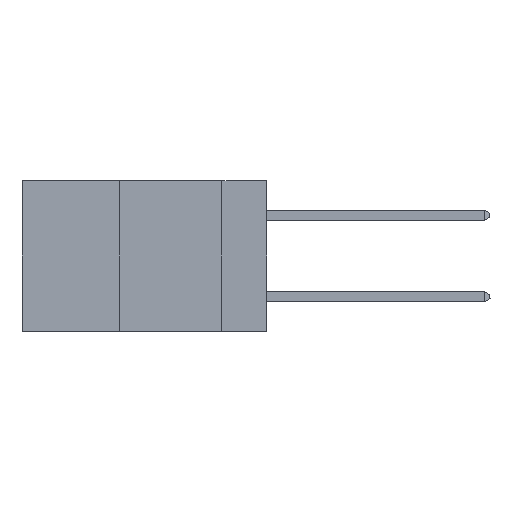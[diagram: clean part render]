
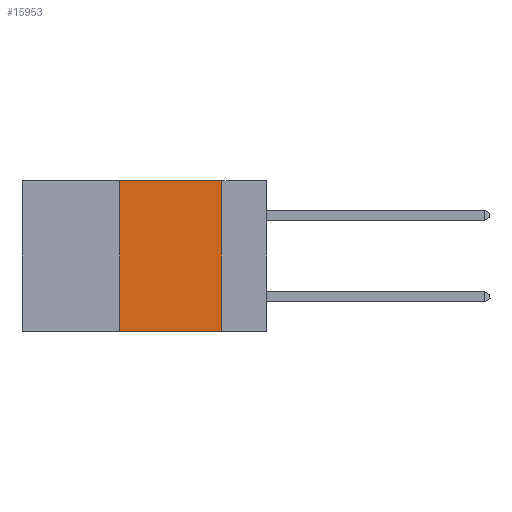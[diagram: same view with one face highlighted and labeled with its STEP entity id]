
A CAD part, left-side view. The second image highlights one B-rep face of the part: STEP entity #15953.
In plain terms, the highlighted planar face has unit normal (-1, 0, 0).
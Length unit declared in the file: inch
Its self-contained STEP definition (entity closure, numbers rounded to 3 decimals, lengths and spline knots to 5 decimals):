
#13 = DIRECTION ( 'NONE',  ( 1., 0., 0. ) ) ;
#334 = CARTESIAN_POINT ( 'NONE',  ( 0., 0.36, -0.37 ) ) ;
#1696 = PLANE ( 'NONE',  #18268 ) ;
#2085 = LINE ( 'NONE', #5754, #19612 ) ;
#2995 = FACE_OUTER_BOUND ( 'NONE', #4274, .T. ) ;
#4119 = VERTEX_POINT ( 'NONE', #11104 ) ;
#4274 = EDGE_LOOP ( 'NONE', ( #15165, #14788, #14479, #19797 ) ) ;
#4573 = VECTOR ( 'NONE', #22301, 39.37008 ) ;
#4696 = EDGE_CURVE ( 'NONE', #19465, #5112, #8387, .T. ) ;
#5112 = VERTEX_POINT ( 'NONE', #15371 ) ;
#5671 = VECTOR ( 'NONE', #18873, 39.37008 ) ;
#5754 = CARTESIAN_POINT ( 'NONE',  ( 0., 0.11, 0. ) ) ;
#7554 = EDGE_CURVE ( 'NONE', #20222, #19465, #19392, .T. ) ;
#8387 = LINE ( 'NONE', #17072, #5671 ) ;
#8465 = CARTESIAN_POINT ( 'NONE',  ( 0., 0.36, 0. ) ) ;
#9656 = CARTESIAN_POINT ( 'NONE',  ( 0., 0.6, 0. ) ) ;
#11104 = CARTESIAN_POINT ( 'NONE',  ( 0., 0.11, -0.37 ) ) ;
#11436 = DIRECTION ( 'NONE',  ( 0., 0., -1. ) ) ;
#14479 = ORIENTED_EDGE ( 'NONE', *, *, #7554, .F. ) ;
#14788 = ORIENTED_EDGE ( 'NONE', *, *, #4696, .F. ) ;
#15165 = ORIENTED_EDGE ( 'NONE', *, *, #23437, .F. ) ;
#15371 = CARTESIAN_POINT ( 'NONE',  ( 0., 0.11, 0. ) ) ;
#15953 = ADVANCED_FACE ( 'NONE', ( #2995 ), #1696, .F. ) ;
#17072 = CARTESIAN_POINT ( 'NONE',  ( 0., 0.6, 0. ) ) ;
#17277 = LINE ( 'NONE', #20773, #19352 ) ;
#18268 = AXIS2_PLACEMENT_3D ( 'NONE', #9656, #13, #22990 ) ;
#18411 = CARTESIAN_POINT ( 'NONE',  ( 0., 0.36, 0. ) ) ;
#18577 = DIRECTION ( 'NONE',  ( 0., -1., 0. ) ) ;
#18873 = DIRECTION ( 'NONE',  ( 0., -1., 0. ) ) ;
#19352 = VECTOR ( 'NONE', #18577, 39.37008 ) ;
#19392 = LINE ( 'NONE', #18411, #4573 ) ;
#19465 = VERTEX_POINT ( 'NONE', #8465 ) ;
#19612 = VECTOR ( 'NONE', #11436, 39.37008 ) ;
#19797 = ORIENTED_EDGE ( 'NONE', *, *, #21860, .T. ) ;
#20222 = VERTEX_POINT ( 'NONE', #334 ) ;
#20773 = CARTESIAN_POINT ( 'NONE',  ( 0., 0.6, -0.37 ) ) ;
#21860 = EDGE_CURVE ( 'NONE', #20222, #4119, #17277, .T. ) ;
#22301 = DIRECTION ( 'NONE',  ( 0., 0., 1. ) ) ;
#22990 = DIRECTION ( 'NONE',  ( 0., 0., -1. ) ) ;
#23437 = EDGE_CURVE ( 'NONE', #5112, #4119, #2085, .T. ) ;
